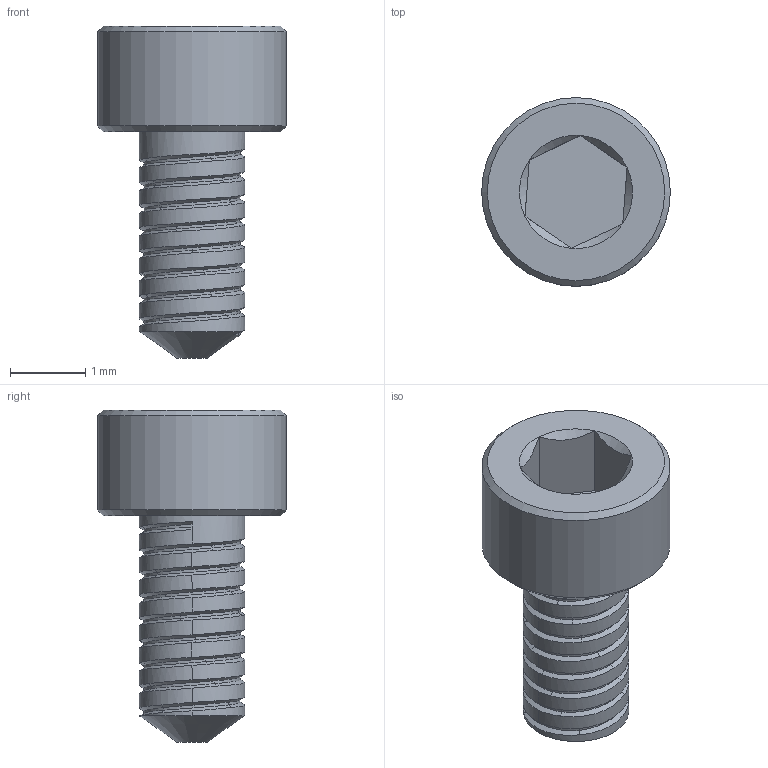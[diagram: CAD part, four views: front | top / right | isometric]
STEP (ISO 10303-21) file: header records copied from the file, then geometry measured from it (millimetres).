
FILE_DESCRIPTION(/* description */ (''),/* implementation_level */ '2;1');
FILE_NAME(/* name */ 'AnnaTestScrew0.stp',/* time_stamp */ '2018-03-30T17:19:29-04:00',/* author */ ('avcostaAKW9X'),/* organization */ (''),/* preprocessor_version */ 'ST-DEVELOPER v16.13',/* originating_system */ 'Autodesk Translation Framework v6.5.0.72',/* authorisation */ '');
FILE_SCHEMA (('AUTOMOTIVE_DESIGN { 1 0 10303 214 3 1 1 }'));
Length unit declared in the file: millimetre
Products named in the file (1): A_Costa_MetricAlloySteelSocketHeadScrews_Base
Bounding box: 2.5 x 2.5 x 4.4 mm (x, y, z)
Volume: 9.6 mm3; surface area: 38.5 mm2
Topology: 1 solids, 1 shells, 141 faces, 327 edges, 190 vertices
Faces by surface type: bspline 110, cylinder 11, plane 11, cone 9
Full cylindrical faces by diameter (mm): 1.4 x9, 2.5 x1
Entity records: 5913 total; most frequent: CARTESIAN_POINT 3618, ORIENTED_EDGE 654, EDGE_CURVE 327, B_SPLINE_CURVE_WITH_KNOTS 278, VERTEX_POINT 190, EDGE_LOOP 143, FACE_OUTER_BOUND 141, ADVANCED_FACE 141
